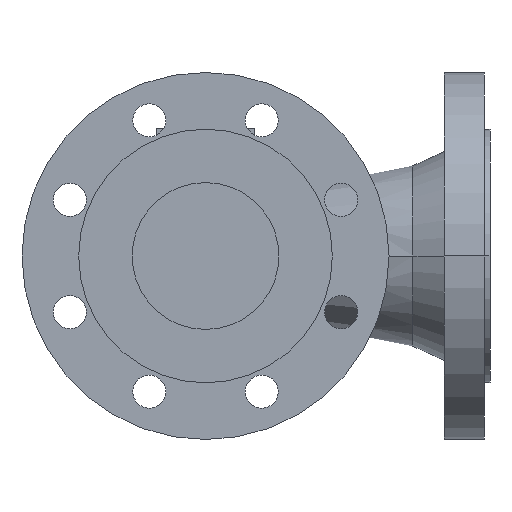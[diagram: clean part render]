
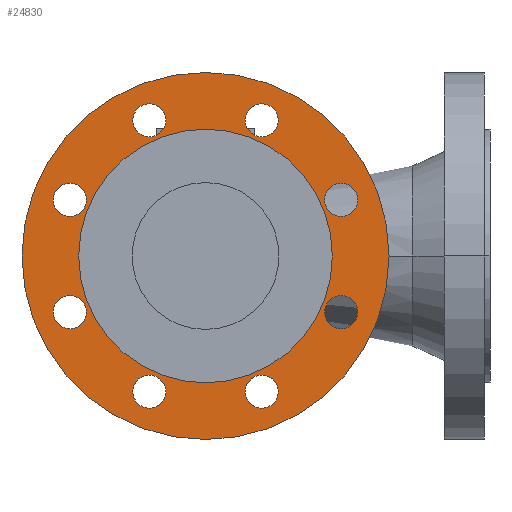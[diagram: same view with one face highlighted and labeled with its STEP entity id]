
A CAD part, front view. The second image highlights one B-rep face of the part: STEP entity #24830.
In plain terms, the highlighted planar face has unit normal (0, -1, 0).
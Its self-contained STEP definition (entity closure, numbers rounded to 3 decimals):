
#2190=CARTESIAN_POINT('',(69.1,3.,0.));
#2200=VERTEX_POINT('',#2190);
#2360=CARTESIAN_POINT('',(-69.1,3.,0.));
#2370=VERTEX_POINT('',#2360);
#2400=CARTESIAN_POINT('',(0.,3.,0.));
#2410=DIRECTION('',(0.,-1.,-0.));
#2420=DIRECTION('',(-1.,0.,0.));
#2430=AXIS2_PLACEMENT_3D('',#2400,#2410,#2420);
#2440=CIRCLE('',#2430,69.1);
#2450=EDGE_CURVE('',#2200,#2370,#2440,.T.);
#2590=CARTESIAN_POINT('',(100.,3.,0.));
#2600=VERTEX_POINT('',#2590);
#2780=CARTESIAN_POINT('',(-100.,3.,0.));
#2790=VERTEX_POINT('',#2780);
#2820=CARTESIAN_POINT('',(0.,3.,0.));
#2830=DIRECTION('',(0.,-1.,-0.));
#2840=DIRECTION('',(-1.,0.,0.));
#2850=AXIS2_PLACEMENT_3D('',#2820,#2830,#2840);
#2860=CIRCLE('',#2850,100.);
#2870=EDGE_CURVE('',#2790,#2600,#2860,.T.);
#10500=CARTESIAN_POINT('',(64.91,3.,-30.615));
#10510=VERTEX_POINT('',#10500);
#10670=CARTESIAN_POINT('',(82.91,3.,-30.615));
#10680=VERTEX_POINT('',#10670);
#10710=CARTESIAN_POINT('',(73.91,3.,-30.615));
#10720=DIRECTION('',(-0.,1.,0.));
#10730=DIRECTION('',(1.,0.,0.));
#10740=AXIS2_PLACEMENT_3D('',#10710,#10720,#10730);
#10750=CIRCLE('',#10740,9.);
#10760=EDGE_CURVE('',#10680,#10510,#10750,.T.);
#10920=CARTESIAN_POINT('',(82.91,3.,30.615));
#10930=VERTEX_POINT('',#10920);
#11090=CARTESIAN_POINT('',(64.91,3.,30.615));
#11100=VERTEX_POINT('',#11090);
#11130=CARTESIAN_POINT('',(73.91,3.,30.615));
#11140=DIRECTION('',(-0.,1.,0.));
#11150=DIRECTION('',(1.,0.,0.));
#11160=AXIS2_PLACEMENT_3D('',#11130,#11140,#11150);
#11170=CIRCLE('',#11160,9.);
#11180=EDGE_CURVE('',#11100,#10930,#11170,.T.);
#11340=CARTESIAN_POINT('',(39.615,3.,73.91));
#11350=VERTEX_POINT('',#11340);
#11380=CARTESIAN_POINT('',(30.615,3.,73.91));
#11390=DIRECTION('',(-0.,1.,0.));
#11400=DIRECTION('',(1.,0.,0.));
#11410=AXIS2_PLACEMENT_3D('',#11380,#11390,#11400);
#11420=CIRCLE('',#11410,9.);
#11430=CARTESIAN_POINT('',(21.615,3.,73.91));
#11440=VERTEX_POINT('',#11430);
#11450=EDGE_CURVE('',#11350,#11440,#11420,.T.);
#11760=CARTESIAN_POINT('',(-21.615,3.,73.91));
#11770=VERTEX_POINT('',#11760);
#11930=CARTESIAN_POINT('',(-39.615,3.,73.91));
#11940=VERTEX_POINT('',#11930);
#11970=CARTESIAN_POINT('',(-30.615,3.,73.91));
#11980=DIRECTION('',(-0.,1.,0.));
#11990=DIRECTION('',(1.,0.,0.));
#12000=AXIS2_PLACEMENT_3D('',#11970,#11980,#11990);
#12010=CIRCLE('',#12000,9.);
#12020=EDGE_CURVE('',#11940,#11770,#12010,.T.);
#12180=CARTESIAN_POINT('',(-82.91,3.,30.615));
#12190=VERTEX_POINT('',#12180);
#12350=CARTESIAN_POINT('',(-64.91,3.,30.615));
#12360=VERTEX_POINT('',#12350);
#12390=CARTESIAN_POINT('',(-73.91,3.,30.615));
#12400=DIRECTION('',(-0.,1.,0.));
#12410=DIRECTION('',(1.,0.,0.));
#12420=AXIS2_PLACEMENT_3D('',#12390,#12400,#12410);
#12430=CIRCLE('',#12420,9.);
#12440=EDGE_CURVE('',#12360,#12190,#12430,.T.);
#12600=CARTESIAN_POINT('',(-64.91,3.,-30.615));
#12610=VERTEX_POINT('',#12600);
#12770=CARTESIAN_POINT('',(-82.91,3.,-30.615));
#12780=VERTEX_POINT('',#12770);
#12810=CARTESIAN_POINT('',(-73.91,3.,-30.615));
#12820=DIRECTION('',(-0.,1.,0.));
#12830=DIRECTION('',(1.,0.,0.));
#12840=AXIS2_PLACEMENT_3D('',#12810,#12820,#12830);
#12850=CIRCLE('',#12840,9.);
#12860=EDGE_CURVE('',#12780,#12610,#12850,.T.);
#13020=CARTESIAN_POINT('',(-21.615,3.,-73.91));
#13030=VERTEX_POINT('',#13020);
#13060=CARTESIAN_POINT('',(-30.615,3.,-73.91));
#13070=DIRECTION('',(-0.,1.,0.));
#13080=DIRECTION('',(1.,0.,0.));
#13090=AXIS2_PLACEMENT_3D('',#13060,#13070,#13080);
#13100=CIRCLE('',#13090,9.);
#13110=CARTESIAN_POINT('',(-39.615,3.,-73.91));
#13120=VERTEX_POINT('',#13110);
#13130=EDGE_CURVE('',#13030,#13120,#13100,.T.);
#13440=CARTESIAN_POINT('',(21.615,3.,-73.91));
#13450=VERTEX_POINT('',#13440);
#13480=CARTESIAN_POINT('',(30.615,3.,-73.91));
#13490=DIRECTION('',(-0.,1.,0.));
#13500=DIRECTION('',(1.,0.,0.));
#13510=AXIS2_PLACEMENT_3D('',#13480,#13490,#13500);
#13520=CIRCLE('',#13510,9.);
#13530=CARTESIAN_POINT('',(39.615,3.,-73.91));
#13540=VERTEX_POINT('',#13530);
#13550=EDGE_CURVE('',#13450,#13540,#13520,.T.);
#24280=CARTESIAN_POINT('',(-84.55,3.,0.));
#24290=DIRECTION('',(0.,-1.,-0.));
#24300=DIRECTION('',(-1.,0.,0.));
#24310=AXIS2_PLACEMENT_3D('',#24280,#24290,#24300);
#24320=PLANE('',#24310);
#24330=ORIENTED_EDGE('',*,*,#13550,.T.);
#24340=EDGE_CURVE('',#13540,#13450,#13520,.T.);
#24350=ORIENTED_EDGE('',*,*,#24340,.T.);
#24360=EDGE_LOOP('',(#24350,#24330));
#24370=FACE_BOUND('',#24360,.T.);
#24380=ORIENTED_EDGE('',*,*,#13130,.T.);
#24390=EDGE_CURVE('',#13120,#13030,#13100,.T.);
#24400=ORIENTED_EDGE('',*,*,#24390,.T.);
#24410=EDGE_LOOP('',(#24400,#24380));
#24420=FACE_BOUND('',#24410,.T.);
#24430=EDGE_CURVE('',#12610,#12780,#12850,.T.);
#24440=ORIENTED_EDGE('',*,*,#24430,.T.);
#24450=ORIENTED_EDGE('',*,*,#12860,.T.);
#24460=EDGE_LOOP('',(#24450,#24440));
#24470=FACE_BOUND('',#24460,.T.);
#24480=EDGE_CURVE('',#12190,#12360,#12430,.T.);
#24490=ORIENTED_EDGE('',*,*,#24480,.T.);
#24500=ORIENTED_EDGE('',*,*,#12440,.T.);
#24510=EDGE_LOOP('',(#24500,#24490));
#24520=FACE_BOUND('',#24510,.T.);
#24530=EDGE_CURVE('',#11770,#11940,#12010,.T.);
#24540=ORIENTED_EDGE('',*,*,#24530,.T.);
#24550=ORIENTED_EDGE('',*,*,#12020,.T.);
#24560=EDGE_LOOP('',(#24550,#24540));
#24570=FACE_BOUND('',#24560,.T.);
#24580=ORIENTED_EDGE('',*,*,#11450,.T.);
#24590=EDGE_CURVE('',#11440,#11350,#11420,.T.);
#24600=ORIENTED_EDGE('',*,*,#24590,.T.);
#24610=EDGE_LOOP('',(#24600,#24580));
#24620=FACE_BOUND('',#24610,.T.);
#24630=EDGE_CURVE('',#10930,#11100,#11170,.T.);
#24640=ORIENTED_EDGE('',*,*,#24630,.T.);
#24650=ORIENTED_EDGE('',*,*,#11180,.T.);
#24660=EDGE_LOOP('',(#24650,#24640));
#24670=FACE_BOUND('',#24660,.T.);
#24680=EDGE_CURVE('',#10510,#10680,#10750,.T.);
#24690=ORIENTED_EDGE('',*,*,#24680,.T.);
#24700=ORIENTED_EDGE('',*,*,#10760,.T.);
#24710=EDGE_LOOP('',(#24700,#24690));
#24720=FACE_BOUND('',#24710,.T.);
#24730=EDGE_CURVE('',#2370,#2200,#2440,.T.);
#24740=ORIENTED_EDGE('',*,*,#24730,.F.);
#24750=ORIENTED_EDGE('',*,*,#2450,.F.);
#24760=EDGE_LOOP('',(#24750,#24740));
#24770=FACE_BOUND('',#24760,.T.);
#24780=EDGE_CURVE('',#2600,#2790,#2860,.T.);
#24790=ORIENTED_EDGE('',*,*,#24780,.T.);
#24800=ORIENTED_EDGE('',*,*,#2870,.T.);
#24810=EDGE_LOOP('',(#24800,#24790));
#24820=FACE_OUTER_BOUND('',#24810,.T.);
#24830=ADVANCED_FACE('',(#24370,#24420,#24470,#24520,#24570,#24620,
#24670,#24720,#24770,#24820),#24320,.T.);
